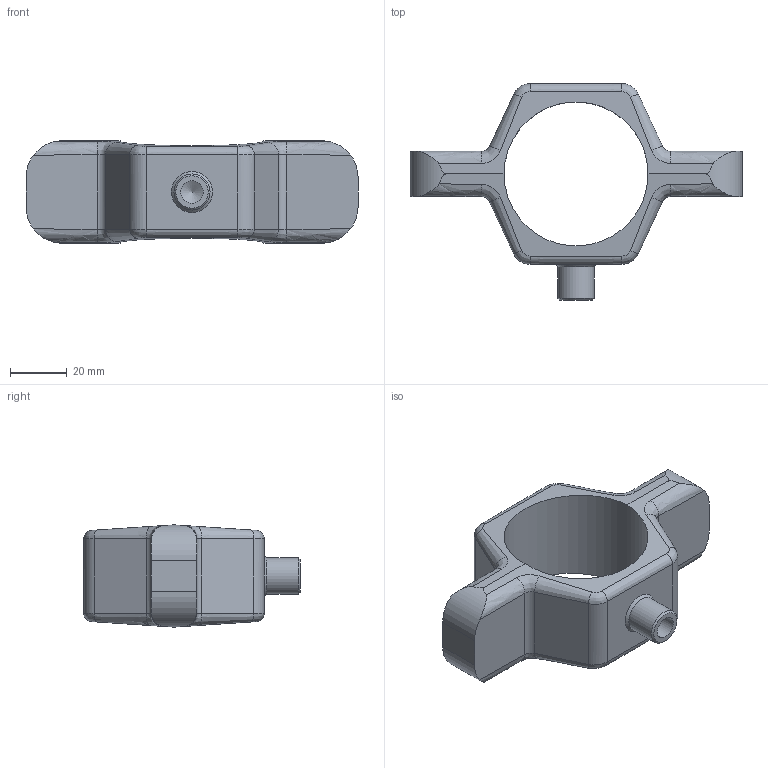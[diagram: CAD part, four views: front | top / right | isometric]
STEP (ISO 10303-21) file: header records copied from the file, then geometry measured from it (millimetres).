
FILE_DESCRIPTION (( 'STEP AP214' ), '1' );
FILE_NAME ('PHHTC2.0X.XT304SA.STEP', '2018-02-03T07:03:48', ( 'admin' ), ( '' ), 'SwSTEP 2.0', 'SolidWorks 2013', '' );
FILE_SCHEMA (( 'AUTOMOTIVE_DESIGN' ));
Length unit declared in the file: inch
Products named in the file (1): PHHTC2.0X.XT304SA
Bounding box: 116.84 x 76.2 x 35.97 mm (x, y, z)
Volume: 75530.6 mm3; surface area: 20175.8 mm2
Topology: 1 solids, 1 shells, 71 faces, 174 edges, 104 vertices
Faces by surface type: bspline 36, plane 17, cylinder 15, cone 3
Full cylindrical faces by diameter (mm): 7.937 x1, 12.7 x1, 50.673 x1
Entity records: 2883 total; most frequent: CARTESIAN_POINT 1636, ORIENTED_EDGE 332, EDGE_CURVE 166, DIRECTION 128, VERTEX_POINT 102, B_SPLINE_CURVE_WITH_KNOTS 80, EDGE_LOOP 78, FACE_OUTER_BOUND 74
